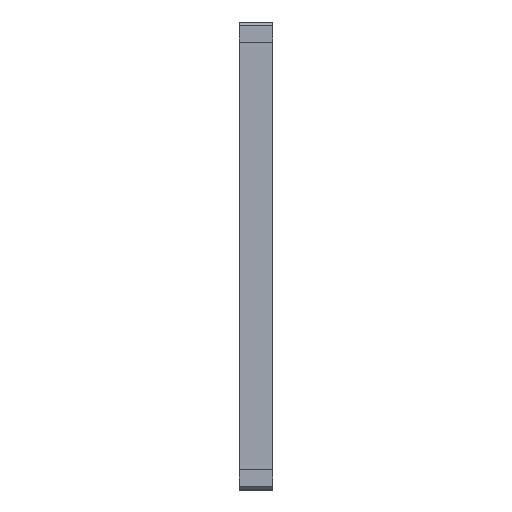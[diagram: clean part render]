
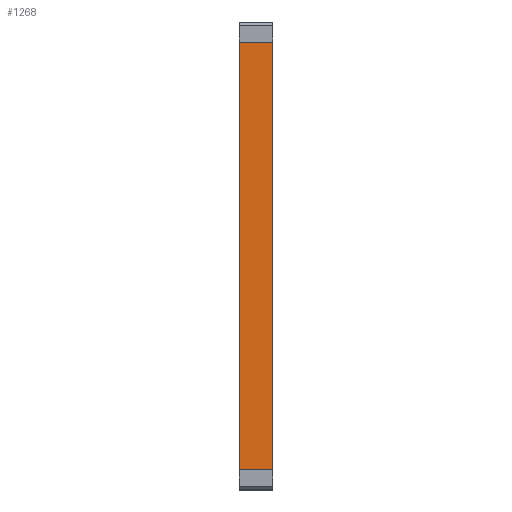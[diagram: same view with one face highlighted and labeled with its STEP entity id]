
A CAD part, top view. The second image highlights one B-rep face of the part: STEP entity #1268.
In plain terms, the highlighted planar face has unit normal (0, 0, 1).
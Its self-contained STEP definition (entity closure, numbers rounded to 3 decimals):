
#62=PLANE('',#1409);
#124=FACE_OUTER_BOUND('',#198,.T.);
#198=EDGE_LOOP('',(#1073,#1074,#1075,#1076));
#237=LINE('',#1844,#361);
#327=LINE('',#2114,#451);
#328=LINE('',#2116,#452);
#329=LINE('',#2117,#453);
#361=VECTOR('',#1472,10.);
#451=VECTOR('',#1740,10.);
#452=VECTOR('',#1741,10.);
#453=VECTOR('',#1742,10.);
#545=VERTEX_POINT('',#1841);
#546=VERTEX_POINT('',#1843);
#637=VERTEX_POINT('',#2113);
#638=VERTEX_POINT('',#2115);
#670=EDGE_CURVE('',#546,#545,#237,.T.);
#803=EDGE_CURVE('',#545,#637,#327,.T.);
#804=EDGE_CURVE('',#638,#637,#328,.T.);
#805=EDGE_CURVE('',#546,#638,#329,.T.);
#1073=ORIENTED_EDGE('',*,*,#670,.T.);
#1074=ORIENTED_EDGE('',*,*,#803,.T.);
#1075=ORIENTED_EDGE('',*,*,#804,.F.);
#1076=ORIENTED_EDGE('',*,*,#805,.F.);
#1268=ADVANCED_FACE('',(#124),#62,.T.);
#1409=AXIS2_PLACEMENT_3D('',#2112,#1738,#1739);
#1472=DIRECTION('',(0.,-1.,0.));
#1738=DIRECTION('center_axis',(0.,0.,1.));
#1739=DIRECTION('ref_axis',(0.,-1.,0.));
#1740=DIRECTION('',(1.,0.,0.));
#1741=DIRECTION('',(0.,-1.,0.));
#1742=DIRECTION('',(1.,0.,0.));
#1841=CARTESIAN_POINT('',(0.,-31.75,17.5));
#1843=CARTESIAN_POINT('',(0.,31.75,17.5));
#1844=CARTESIAN_POINT('',(0.,31.75,17.5));
#2112=CARTESIAN_POINT('Origin',(0.,31.75,17.5));
#2113=CARTESIAN_POINT('',(5.,-31.75,17.5));
#2114=CARTESIAN_POINT('',(0.,-31.75,17.5));
#2115=CARTESIAN_POINT('',(5.,31.75,17.5));
#2116=CARTESIAN_POINT('',(5.,31.75,17.5));
#2117=CARTESIAN_POINT('',(0.,31.75,17.5));
